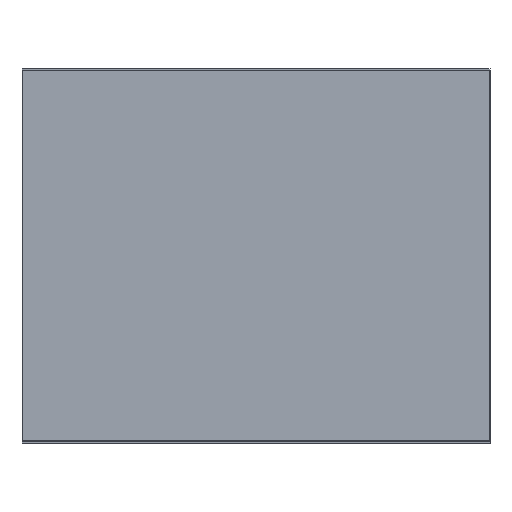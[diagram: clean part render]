
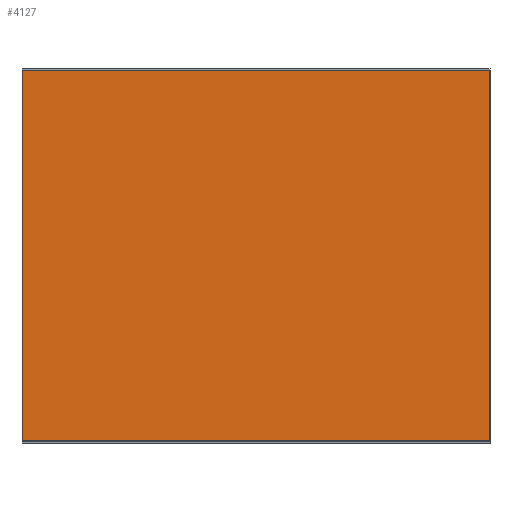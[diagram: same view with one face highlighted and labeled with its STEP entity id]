
A CAD part, top view. The second image highlights one B-rep face of the part: STEP entity #4127.
In plain terms, the highlighted face is planar.
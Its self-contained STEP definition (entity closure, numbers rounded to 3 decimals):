
#73 = LINE ( 'NONE', #1421, #1306 ) ;
#154 = DIRECTION ( 'NONE',  ( 1., 0., 0. ) ) ;
#337 = DIRECTION ( 'NONE',  ( -1., 0., 0. ) ) ;
#501 = EDGE_LOOP ( 'NONE', ( #4009, #4322, #2912, #3338 ) ) ;
#505 = LINE ( 'NONE', #2525, #4135 ) ;
#786 = CARTESIAN_POINT ( 'NONE',  ( -500., -392.5, -3. ) ) ;
#1301 = FACE_OUTER_BOUND ( 'NONE', #501, .T. ) ;
#1306 = VECTOR ( 'NONE', #337, 1000. ) ;
#1348 = DIRECTION ( 'NONE',  ( 0., 0., -1. ) ) ;
#1379 = EDGE_CURVE ( 'NONE', #1609, #4287, #1586, .T. ) ;
#1421 = CARTESIAN_POINT ( 'NONE',  ( -500., 398.5, -3. ) ) ;
#1586 = LINE ( 'NONE', #3866, #3623 ) ;
#1602 = CARTESIAN_POINT ( 'NONE',  ( 500., 398.5, -3. ) ) ;
#1609 = VERTEX_POINT ( 'NONE', #3075 ) ;
#1694 = AXIS2_PLACEMENT_3D ( 'NONE', #2962, #1348, #3971 ) ;
#2200 = DIRECTION ( 'NONE',  ( 0., -1., 0. ) ) ;
#2506 = CARTESIAN_POINT ( 'NONE',  ( -500., -398.5, -3. ) ) ;
#2525 = CARTESIAN_POINT ( 'NONE',  ( -500., -392.5, -3. ) ) ;
#2895 = VERTEX_POINT ( 'NONE', #3322 ) ;
#2912 = ORIENTED_EDGE ( 'NONE', *, *, #3957, .F. ) ;
#2962 = CARTESIAN_POINT ( 'NONE',  ( 0., 0., -3. ) ) ;
#3075 = CARTESIAN_POINT ( 'NONE',  ( 500., -392.5, -3. ) ) ;
#3089 = VERTEX_POINT ( 'NONE', #786 ) ;
#3290 = VECTOR ( 'NONE', #2200, 1000. ) ;
#3322 = CARTESIAN_POINT ( 'NONE',  ( -500., 398.5, -3. ) ) ;
#3338 = ORIENTED_EDGE ( 'NONE', *, *, #4435, .F. ) ;
#3415 = EDGE_CURVE ( 'NONE', #3089, #1609, #505, .T. ) ;
#3623 = VECTOR ( 'NONE', #4198, 1000. ) ;
#3866 = CARTESIAN_POINT ( 'NONE',  ( 500., -398.5, -3. ) ) ;
#3910 = LINE ( 'NONE', #2506, #3290 ) ;
#3957 = EDGE_CURVE ( 'NONE', #2895, #3089, #3910, .T. ) ;
#3971 = DIRECTION ( 'NONE',  ( -1., 0., 0. ) ) ;
#4009 = ORIENTED_EDGE ( 'NONE', *, *, #1379, .F. ) ;
#4127 = ADVANCED_FACE ( 'NONE', ( #1301 ), #4412, .T. ) ;
#4135 = VECTOR ( 'NONE', #154, 1000. ) ;
#4198 = DIRECTION ( 'NONE',  ( 0., 1., 0. ) ) ;
#4287 = VERTEX_POINT ( 'NONE', #1602 ) ;
#4322 = ORIENTED_EDGE ( 'NONE', *, *, #3415, .F. ) ;
#4412 = PLANE ( 'NONE',  #1694 ) ;
#4435 = EDGE_CURVE ( 'NONE', #4287, #2895, #73, .T. ) ;
